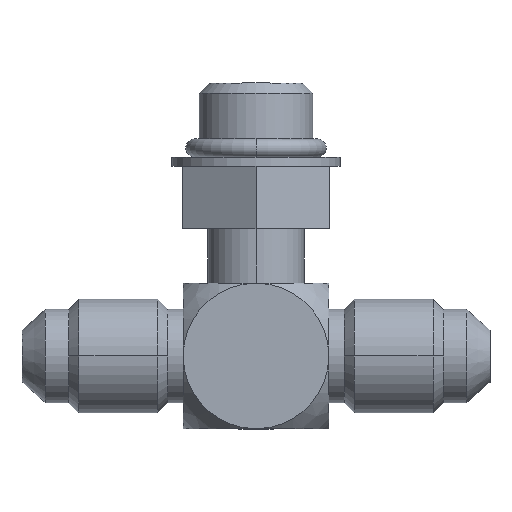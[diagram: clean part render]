
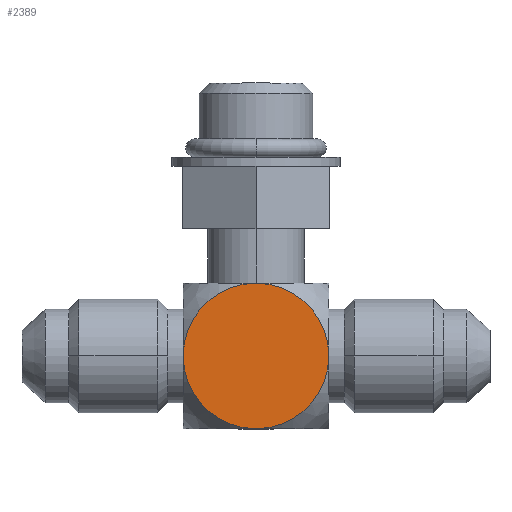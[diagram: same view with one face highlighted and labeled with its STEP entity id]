
A CAD part, top view. The second image highlights one B-rep face of the part: STEP entity #2389.
In plain terms, the highlighted planar face has unit normal (0, 0, 1).
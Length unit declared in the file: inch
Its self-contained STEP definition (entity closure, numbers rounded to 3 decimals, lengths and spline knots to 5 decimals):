
#814=DIRECTION('',(-1.,0.,0.));
#815=VECTOR('',#814,0.01376);
#816=CARTESIAN_POINT('',(0.00688,0.28,0.28));
#817=LINE('',#816,#815);
#821=CARTESIAN_POINT('',(0.,0.,0.28));
#822=DIRECTION('',(0.,0.,1.));
#823=DIRECTION('',(1.,0.025,0.));
#824=AXIS2_PLACEMENT_3D('',#821,#822,#823);
#829=CARTESIAN_POINT('',(0.,0.,0.28));
#830=DIRECTION('',(0.,0.,1.));
#831=DIRECTION('',(0.025,-1.,0.));
#832=AXIS2_PLACEMENT_3D('',#829,#830,#831);
#837=DIRECTION('',(1.,0.,0.));
#838=VECTOR('',#837,0.01376);
#839=CARTESIAN_POINT('',(-0.00688,-0.28,0.28));
#840=LINE('',#839,#838);
#844=CARTESIAN_POINT('',(0.,0.,0.28));
#845=DIRECTION('',(0.,0.,1.));
#846=DIRECTION('',(-1.,-0.025,0.));
#847=AXIS2_PLACEMENT_3D('',#844,#845,#846);
#852=DIRECTION('',(0.,1.,0.));
#853=VECTOR('',#852,0.01376);
#854=CARTESIAN_POINT('',(-0.28,-0.00688,0.28));
#855=LINE('',#854,#853);
#859=CARTESIAN_POINT('',(0.,0.,0.28));
#860=DIRECTION('',(0.,0.,1.));
#861=DIRECTION('',(-0.025,1.,0.));
#862=AXIS2_PLACEMENT_3D('',#859,#860,#861);
#881=DIRECTION('',(0.,1.,0.));
#882=VECTOR('',#881,0.01376);
#883=CARTESIAN_POINT('',(0.28,-0.00688,0.28));
#884=LINE('',#883,#882);
#1473=CARTESIAN_POINT('',(-0.28,-0.00688,0.28));
#1474=CARTESIAN_POINT('',(-0.28,0.00688,0.28));
#1475=VERTEX_POINT('',#1473);
#1476=VERTEX_POINT('',#1474);
#1477=CARTESIAN_POINT('',(0.28,-0.00688,0.28));
#1478=CARTESIAN_POINT('',(0.28,0.00688,0.28));
#1479=VERTEX_POINT('',#1477);
#1480=VERTEX_POINT('',#1478);
#1489=CARTESIAN_POINT('',(-0.00688,0.28,0.28));
#1491=VERTEX_POINT('',#1489);
#1502=CARTESIAN_POINT('',(0.00688,0.28,0.28));
#1504=VERTEX_POINT('',#1502);
#1510=CARTESIAN_POINT('',(-0.00688,-0.28,0.28));
#1512=VERTEX_POINT('',#1510);
#1513=CARTESIAN_POINT('',(0.00688,-0.28,0.28));
#1514=VERTEX_POINT('',#1513);
#2370=CARTESIAN_POINT('',(-0.28,-0.47525,0.28));
#2371=DIRECTION('',(0.,0.,-1.));
#2372=DIRECTION('',(1.,0.,0.));
#2373=AXIS2_PLACEMENT_3D('',#2370,#2371,#2372);
#2374=PLANE('',#2373);
#2375=ORIENTED_EDGE('',*,*,#1756,.F.);
#2376=ORIENTED_EDGE('',*,*,#1736,.F.);
#2378=ORIENTED_EDGE('',*,*,#2377,.F.);
#2380=ORIENTED_EDGE('',*,*,#2379,.F.);
#2382=ORIENTED_EDGE('',*,*,#2381,.F.);
#2384=ORIENTED_EDGE('',*,*,#2383,.F.);
#2385=ORIENTED_EDGE('',*,*,#2352,.T.);
#2386=ORIENTED_EDGE('',*,*,#1692,.F.);
#2387=EDGE_LOOP('',(#2375,#2376,#2378,#2380,#2382,#2384,#2385,#2386));
#2388=FACE_OUTER_BOUND('',#2387,.F.);
#2389=ADVANCED_FACE('',(#2388),#2374,.F.);
#825=CIRCLE('',#824,0.28008);
#833=CIRCLE('',#832,0.28008);
#848=CIRCLE('',#847,0.28008);
#863=CIRCLE('',#862,0.28008);
#1692=EDGE_CURVE('',#1491,#1476,#863,.T.);
#1736=EDGE_CURVE('',#1480,#1504,#825,.T.);
#1756=EDGE_CURVE('',#1504,#1491,#817,.T.);
#2352=EDGE_CURVE('',#1475,#1476,#855,.T.);
#2377=EDGE_CURVE('',#1479,#1480,#884,.T.);
#2379=EDGE_CURVE('',#1514,#1479,#833,.T.);
#2381=EDGE_CURVE('',#1512,#1514,#840,.T.);
#2383=EDGE_CURVE('',#1475,#1512,#848,.T.);
